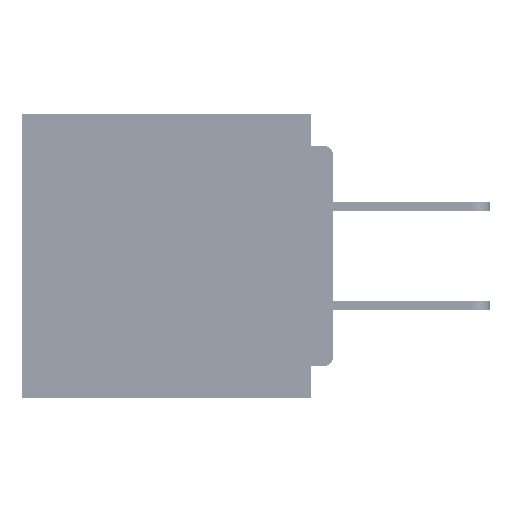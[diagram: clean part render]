
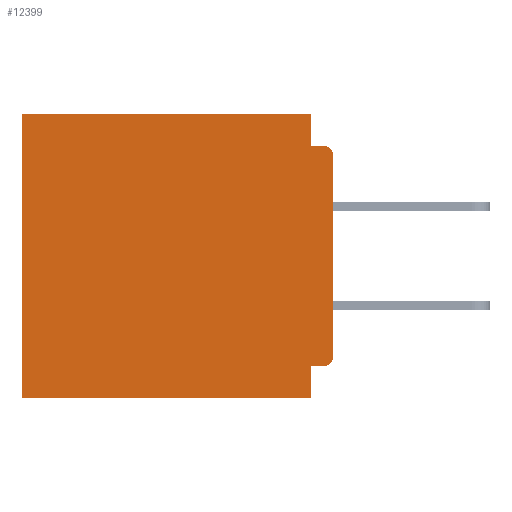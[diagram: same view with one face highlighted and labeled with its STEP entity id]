
A CAD part, left-side view. The second image highlights one B-rep face of the part: STEP entity #12399.
In plain terms, the highlighted planar face has unit normal (-1, 0, 0).
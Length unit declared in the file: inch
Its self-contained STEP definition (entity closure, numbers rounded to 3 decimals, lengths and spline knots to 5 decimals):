
#263 = CARTESIAN_POINT ( 'NONE',  ( 0.3, 0., 0. ) ) ;
#536 = CARTESIAN_POINT ( 'NONE',  ( 0.3, 0., -0.4 ) ) ;
#2625 = LINE ( 'NONE', #34716, #29250 ) ;
#3450 = VERTEX_POINT ( 'NONE', #8046 ) ;
#4376 = VECTOR ( 'NONE', #25848, 39.37008 ) ;
#4759 = DIRECTION ( 'NONE',  ( 0., 0., -1. ) ) ;
#5493 = AXIS2_PLACEMENT_3D ( 'NONE', #14645, #49515, #19656 ) ;
#5811 = CARTESIAN_POINT ( 'NONE',  ( 0.3, 0.015, -0.34 ) ) ;
#7949 = EDGE_CURVE ( 'NONE', #55032, #32181, #40836, .T. ) ;
#8000 = CARTESIAN_POINT ( 'NONE',  ( 0.3, 0., -0.06 ) ) ;
#8046 = CARTESIAN_POINT ( 'NONE',  ( 0.3, 0.437, -0.4 ) ) ;
#10371 = ORIENTED_EDGE ( 'NONE', *, *, #39795, .T. ) ;
#10866 = DIRECTION ( 'NONE',  ( 0., 0., -1. ) ) ;
#12386 = ORIENTED_EDGE ( 'NONE', *, *, #21634, .F. ) ;
#12399 = ADVANCED_FACE ( 'NONE', ( #61226 ), #24719, .F. ) ;
#12731 = DIRECTION ( 'NONE',  ( 0., -1., 0. ) ) ;
#13458 = ORIENTED_EDGE ( 'NONE', *, *, #37674, .F. ) ;
#13805 = EDGE_CURVE ( 'NONE', #57248, #21068, #41124, .T. ) ;
#14645 = CARTESIAN_POINT ( 'NONE',  ( 0.3, 0.015, -0.06 ) ) ;
#15620 = ORIENTED_EDGE ( 'NONE', *, *, #7949, .T. ) ;
#15754 = EDGE_CURVE ( 'NONE', #40567, #3450, #52605, .T. ) ;
#16030 = ORIENTED_EDGE ( 'NONE', *, *, #43523, .F. ) ;
#18665 = VECTOR ( 'NONE', #60197, 39.37008 ) ;
#19439 = CARTESIAN_POINT ( 'NONE',  ( 0.3, 0., -0.34 ) ) ;
#19656 = DIRECTION ( 'NONE',  ( 0., 0., -1. ) ) ;
#20215 = LINE ( 'NONE', #263, #18665 ) ;
#20551 = DIRECTION ( 'NONE',  ( 0., 0., -1. ) ) ;
#21068 = VERTEX_POINT ( 'NONE', #36093 ) ;
#21634 = EDGE_CURVE ( 'NONE', #35590, #54910, #25270, .T. ) ;
#21889 = ORIENTED_EDGE ( 'NONE', *, *, #31573, .T. ) ;
#23083 = VECTOR ( 'NONE', #25751, 39.37008 ) ;
#24671 = LINE ( 'NONE', #536, #23083 ) ;
#24719 = PLANE ( 'NONE',  #37903 ) ;
#25265 = AXIS2_PLACEMENT_3D ( 'NONE', #5811, #40770, #10866 ) ;
#25270 = LINE ( 'NONE', #55359, #50174 ) ;
#25751 = DIRECTION ( 'NONE',  ( 0., 1., 0. ) ) ;
#25848 = DIRECTION ( 'NONE',  ( 0., 1., 0. ) ) ;
#27339 = ORIENTED_EDGE ( 'NONE', *, *, #60796, .F. ) ;
#28770 = DIRECTION ( 'NONE',  ( 0., 0., -1. ) ) ;
#29250 = VECTOR ( 'NONE', #4759, 39.37008 ) ;
#29275 = CARTESIAN_POINT ( 'NONE',  ( 0.3, 0., -0.4 ) ) ;
#29700 = DIRECTION ( 'NONE',  ( 0., 0., -1. ) ) ;
#31112 = VECTOR ( 'NONE', #12731, 39.37008 ) ;
#31573 = EDGE_CURVE ( 'NONE', #35590, #40567, #20215, .T. ) ;
#32075 = CIRCLE ( 'NONE', #25265, 0.015 ) ;
#32181 = VERTEX_POINT ( 'NONE', #62956 ) ;
#32205 = CARTESIAN_POINT ( 'NONE',  ( 0.3, 0.437, 0. ) ) ;
#33097 = VERTEX_POINT ( 'NONE', #40800 ) ;
#33469 = EDGE_CURVE ( 'NONE', #55032, #34898, #54974, .T. ) ;
#34716 = CARTESIAN_POINT ( 'NONE',  ( 0.3, 0.031, -0.4 ) ) ;
#34898 = VERTEX_POINT ( 'NONE', #19439 ) ;
#35590 = VERTEX_POINT ( 'NONE', #57301 ) ;
#36093 = CARTESIAN_POINT ( 'NONE',  ( 0.3, 0.031, -0.355 ) ) ;
#36161 = CARTESIAN_POINT ( 'NONE',  ( 0.3, 0.437, -0.4 ) ) ;
#36794 = CARTESIAN_POINT ( 'NONE',  ( 0.3, 0.031, -0.045 ) ) ;
#37560 = CARTESIAN_POINT ( 'NONE',  ( 0.3, 0., -0.045 ) ) ;
#37674 = EDGE_CURVE ( 'NONE', #21068, #33097, #2625, .T. ) ;
#37903 = AXIS2_PLACEMENT_3D ( 'NONE', #29275, #59413, #29700 ) ;
#39354 = VECTOR ( 'NONE', #41188, 39.37008 ) ;
#39795 = EDGE_CURVE ( 'NONE', #57248, #34898, #32075, .T. ) ;
#40567 = VERTEX_POINT ( 'NONE', #32205 ) ;
#40770 = DIRECTION ( 'NONE',  ( -1., 0., 0. ) ) ;
#40800 = CARTESIAN_POINT ( 'NONE',  ( 0.3, 0.031, -0.4 ) ) ;
#40836 = CIRCLE ( 'NONE', #5493, 0.015 ) ;
#41124 = LINE ( 'NONE', #55624, #4376 ) ;
#41188 = DIRECTION ( 'NONE',  ( 0., 0., -1. ) ) ;
#41456 = ORIENTED_EDGE ( 'NONE', *, *, #33469, .F. ) ;
#41784 = VECTOR ( 'NONE', #28770, 39.37008 ) ;
#43485 = ORIENTED_EDGE ( 'NONE', *, *, #15754, .T. ) ;
#43523 = EDGE_CURVE ( 'NONE', #33097, #3450, #24671, .T. ) ;
#44373 = LINE ( 'NONE', #37560, #31112 ) ;
#49515 = DIRECTION ( 'NONE',  ( -1., 0., 0. ) ) ;
#50174 = VECTOR ( 'NONE', #20551, 39.37008 ) ;
#52605 = LINE ( 'NONE', #36161, #39354 ) ;
#53299 = EDGE_LOOP ( 'NONE', ( #41456, #15620, #27339, #12386, #21889, #43485, #16030, #13458, #53751, #10371 ) ) ;
#53751 = ORIENTED_EDGE ( 'NONE', *, *, #13805, .F. ) ;
#54910 = VERTEX_POINT ( 'NONE', #36794 ) ;
#54974 = LINE ( 'NONE', #58501, #41784 ) ;
#55032 = VERTEX_POINT ( 'NONE', #8000 ) ;
#55359 = CARTESIAN_POINT ( 'NONE',  ( 0.3, 0.031, 0. ) ) ;
#55624 = CARTESIAN_POINT ( 'NONE',  ( 0.3, 0., -0.355 ) ) ;
#57248 = VERTEX_POINT ( 'NONE', #59802 ) ;
#57301 = CARTESIAN_POINT ( 'NONE',  ( 0.3, 0.031, 0. ) ) ;
#58501 = CARTESIAN_POINT ( 'NONE',  ( 0.3, 0., -0.4 ) ) ;
#59413 = DIRECTION ( 'NONE',  ( 1., 0., 0. ) ) ;
#59802 = CARTESIAN_POINT ( 'NONE',  ( 0.3, 0.015, -0.355 ) ) ;
#60197 = DIRECTION ( 'NONE',  ( 0., 1., 0. ) ) ;
#60796 = EDGE_CURVE ( 'NONE', #54910, #32181, #44373, .T. ) ;
#61226 = FACE_OUTER_BOUND ( 'NONE', #53299, .T. ) ;
#62956 = CARTESIAN_POINT ( 'NONE',  ( 0.3, 0.015, -0.045 ) ) ;
